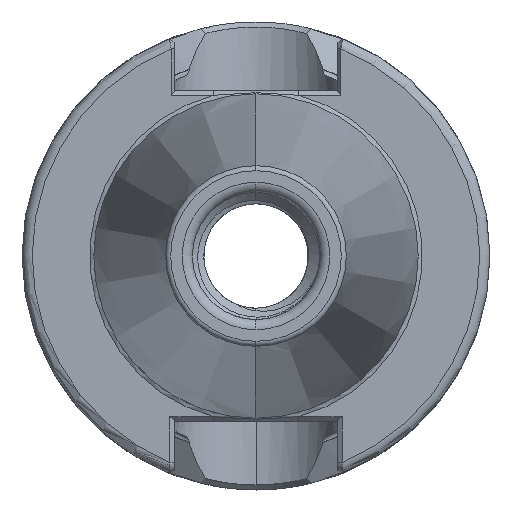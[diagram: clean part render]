
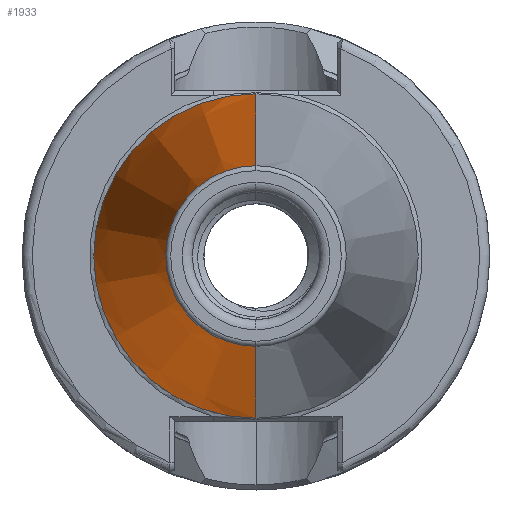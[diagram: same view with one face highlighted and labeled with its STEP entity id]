
A CAD part, left-side view. The second image highlights one B-rep face of the part: STEP entity #1933.
In plain terms, the highlighted conical face has half-angle 8.297 degrees and reference radius 15.948 mm.
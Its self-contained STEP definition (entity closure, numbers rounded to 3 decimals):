
#356 = AXIS2_PLACEMENT_3D ( 'NONE', #10827, #10821, #10822 ) ;
#1423 = AXIS2_PLACEMENT_3D ( 'NONE', #8642, #8672, #8660 ) ;
#1427 = AXIS2_PLACEMENT_3D ( 'NONE', #8722, #8726, #8716 ) ;
#1768 = LINE ( 'NONE', #8796, #1772 ) ;
#1772 = VECTOR ( 'NONE', #8865, 1000. ) ;
#1776 = LINE ( 'NONE', #8710, #1811 ) ;
#1784 = CIRCLE ( 'NONE', #1423, 15.948 ) ;
#1794 = CIRCLE ( 'NONE', #1427, 8.879 ) ;
#1811 = VECTOR ( 'NONE', #8695, 1000. ) ;
#1933 = ADVANCED_FACE ( 'NONE', ( #8020 ), #8042, .T. ) ;
#4162 = EDGE_LOOP ( 'NONE', ( #9523, #9552, #9541, #9560 ) ) ;
#5449 = EDGE_CURVE ( 'NONE', #7433, #7436, #1784, .T. ) ;
#5452 = EDGE_CURVE ( 'NONE', #7422, #7453, #1794, .T. ) ;
#5455 = EDGE_CURVE ( 'NONE', #7422, #7433, #1776, .T. ) ;
#5480 = EDGE_CURVE ( 'NONE', #7453, #7436, #1768, .T. ) ;
#7422 = VERTEX_POINT ( 'NONE', #13663 ) ;
#7433 = VERTEX_POINT ( 'NONE', #13655 ) ;
#7436 = VERTEX_POINT ( 'NONE', #13665 ) ;
#7453 = VERTEX_POINT ( 'NONE', #13690 ) ;
#8020 = FACE_OUTER_BOUND ( 'NONE', #4162, .T. ) ;
#8042 = CONICAL_SURFACE ( 'NONE', #356, 15.948, 0.145 ) ;
#8642 = CARTESIAN_POINT ( 'NONE',  ( -1.5, 0., 0. ) ) ;
#8660 = DIRECTION ( 'NONE',  ( 0., 0., -1. ) ) ;
#8672 = DIRECTION ( 'NONE',  ( 1., 0., 0. ) ) ;
#8695 = DIRECTION ( 'NONE',  ( 0.99, 0., -0.144 ) ) ;
#8710 = CARTESIAN_POINT ( 'NONE',  ( -1.5, 0., -15.948 ) ) ;
#8716 = DIRECTION ( 'NONE',  ( 0., 0., -1. ) ) ;
#8722 = CARTESIAN_POINT ( 'NONE',  ( -49.972, 0., 0. ) ) ;
#8726 = DIRECTION ( 'NONE',  ( 1., 0., 0. ) ) ;
#8796 = CARTESIAN_POINT ( 'NONE',  ( -1.5, 0., 15.948 ) ) ;
#8865 = DIRECTION ( 'NONE',  ( 0.99, 0., 0.144 ) ) ;
#9523 = ORIENTED_EDGE ( 'NONE', *, *, #5452, .T. ) ;
#9541 = ORIENTED_EDGE ( 'NONE', *, *, #5449, .F. ) ;
#9552 = ORIENTED_EDGE ( 'NONE', *, *, #5480, .T. ) ;
#9560 = ORIENTED_EDGE ( 'NONE', *, *, #5455, .F. ) ;
#10821 = DIRECTION ( 'NONE',  ( 1., 0., 0. ) ) ;
#10822 = DIRECTION ( 'NONE',  ( 0., 0., -1. ) ) ;
#10827 = CARTESIAN_POINT ( 'NONE',  ( -1.5, 0., 0. ) ) ;
#13655 = CARTESIAN_POINT ( 'NONE',  ( -1.5, 0., -15.948 ) ) ;
#13663 = CARTESIAN_POINT ( 'NONE',  ( -49.972, 0., -8.879 ) ) ;
#13665 = CARTESIAN_POINT ( 'NONE',  ( -1.5, 0., 15.948 ) ) ;
#13690 = CARTESIAN_POINT ( 'NONE',  ( -49.972, 0., 8.879 ) ) ;
